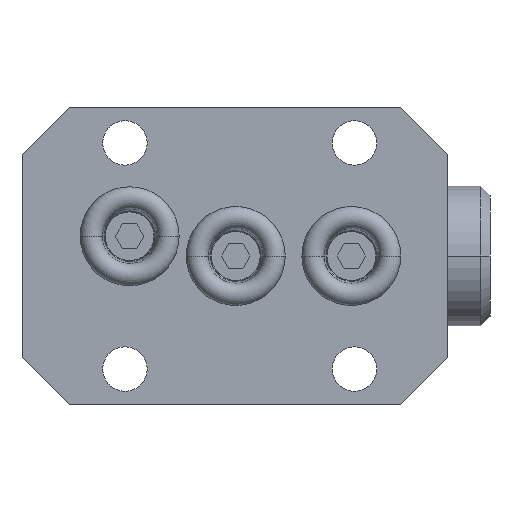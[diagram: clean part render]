
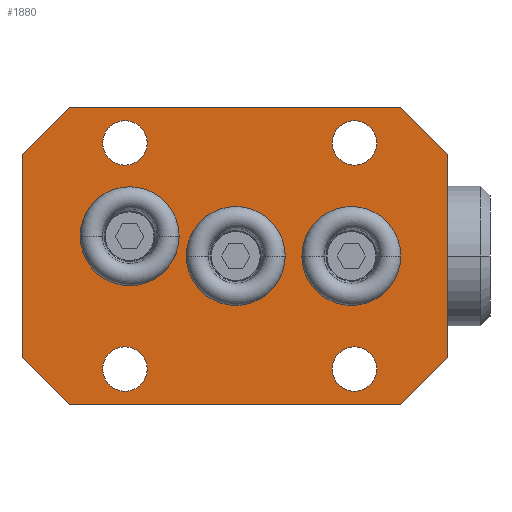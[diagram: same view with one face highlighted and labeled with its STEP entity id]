
A CAD part, front view. The second image highlights one B-rep face of the part: STEP entity #1880.
In plain terms, the highlighted planar face has unit normal (0, -1, 0).
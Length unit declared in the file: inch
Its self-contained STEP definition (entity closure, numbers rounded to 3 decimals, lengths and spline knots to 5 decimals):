
#119=DIRECTION('',(-1.,0.,0.));
#120=VECTOR('',#119,2.096);
#121=CARTESIAN_POINT('',(1.029,0.,-0.94));
#122=LINE('',#121,#120);
#123=DIRECTION('',(0.,0.,1.));
#124=VECTOR('',#123,1.286);
#125=CARTESIAN_POINT('',(-1.364,0.,-0.643));
#126=LINE('',#125,#124);
#127=DIRECTION('',(1.,0.,0.));
#128=VECTOR('',#127,2.096);
#129=CARTESIAN_POINT('',(-1.067,0.,0.94));
#130=LINE('',#129,#128);
#131=DIRECTION('',(0.,0.,-1.));
#132=VECTOR('',#131,1.286);
#133=CARTESIAN_POINT('',(1.326,0.,0.643));
#134=LINE('',#133,#132);
#135=CARTESIAN_POINT('',(0.736,0.,0.714));
#136=DIRECTION('',(0.,1.,0.));
#137=DIRECTION('',(0.,0.,-1.));
#138=AXIS2_PLACEMENT_3D('',#135,#136,#137);
#140=CARTESIAN_POINT('',(0.736,0.,0.714));
#141=DIRECTION('',(0.,1.,0.));
#142=DIRECTION('',(0.,0.,1.));
#143=AXIS2_PLACEMENT_3D('',#140,#141,#142);
#145=CARTESIAN_POINT('',(0.736,0.,-0.714));
#146=DIRECTION('',(0.,1.,0.));
#147=DIRECTION('',(0.,0.,-1.));
#148=AXIS2_PLACEMENT_3D('',#145,#146,#147);
#150=CARTESIAN_POINT('',(0.736,0.,-0.714));
#151=DIRECTION('',(0.,1.,0.));
#152=DIRECTION('',(0.,0.,1.));
#153=AXIS2_PLACEMENT_3D('',#150,#151,#152);
#155=CARTESIAN_POINT('',(-0.714,0.,0.714));
#156=DIRECTION('',(0.,1.,0.));
#157=DIRECTION('',(0.,0.,-1.));
#158=AXIS2_PLACEMENT_3D('',#155,#156,#157);
#160=CARTESIAN_POINT('',(-0.714,0.,0.714));
#161=DIRECTION('',(0.,1.,0.));
#162=DIRECTION('',(0.,0.,1.));
#163=AXIS2_PLACEMENT_3D('',#160,#161,#162);
#165=CARTESIAN_POINT('',(-0.714,0.,-0.714));
#166=DIRECTION('',(0.,1.,0.));
#167=DIRECTION('',(0.,0.,-1.));
#168=AXIS2_PLACEMENT_3D('',#165,#166,#167);
#170=CARTESIAN_POINT('',(-0.714,0.,-0.714));
#171=DIRECTION('',(0.,1.,0.));
#172=DIRECTION('',(0.,0.,1.));
#173=AXIS2_PLACEMENT_3D('',#170,#171,#172);
#175=CARTESIAN_POINT('',(-0.014,0.,0.));
#176=DIRECTION('',(0.,-1.,0.));
#177=DIRECTION('',(-1.,0.,0.));
#178=AXIS2_PLACEMENT_3D('',#175,#176,#177);
#180=CARTESIAN_POINT('',(-0.014,0.,0.));
#181=DIRECTION('',(0.,-1.,0.));
#182=DIRECTION('',(1.,0.,0.));
#183=AXIS2_PLACEMENT_3D('',#180,#181,#182);
#185=CARTESIAN_POINT('',(0.716,0.,0.));
#186=DIRECTION('',(0.,-1.,0.));
#187=DIRECTION('',(-1.,0.,0.));
#188=AXIS2_PLACEMENT_3D('',#185,#186,#187);
#190=CARTESIAN_POINT('',(0.716,0.,0.));
#191=DIRECTION('',(0.,-1.,0.));
#192=DIRECTION('',(1.,0.,0.));
#193=AXIS2_PLACEMENT_3D('',#190,#191,#192);
#195=CARTESIAN_POINT('',(-0.684,0.,0.125));
#196=DIRECTION('',(0.,-1.,0.));
#197=DIRECTION('',(-1.,0.,0.));
#198=AXIS2_PLACEMENT_3D('',#195,#196,#197);
#200=CARTESIAN_POINT('',(-0.684,0.,0.125));
#201=DIRECTION('',(0.,-1.,0.));
#202=DIRECTION('',(1.,0.,0.));
#203=AXIS2_PLACEMENT_3D('',#200,#201,#202);
#407=DIRECTION('',(-0.707,0.,0.707));
#408=VECTOR('',#407,0.42002);
#409=CARTESIAN_POINT('',(1.326,0.,0.643));
#410=LINE('',#409,#408);
#433=DIRECTION('',(0.707,0.,0.707));
#434=VECTOR('',#433,0.42002);
#435=CARTESIAN_POINT('',(1.029,0.,-0.94));
#436=LINE('',#435,#434);
#577=DIRECTION('',(-0.707,0.,-0.707));
#578=VECTOR('',#577,0.42002);
#579=CARTESIAN_POINT('',(-1.067,0.,0.94));
#580=LINE('',#579,#578);
#603=DIRECTION('',(0.707,0.,-0.707));
#604=VECTOR('',#603,0.42002);
#605=CARTESIAN_POINT('',(-1.364,0.,-0.643));
#606=LINE('',#605,#604);
#1420=CARTESIAN_POINT('',(1.326,0.,0.643));
#1422=VERTEX_POINT('',#1420);
#1424=CARTESIAN_POINT('',(1.029,0.,0.94));
#1426=VERTEX_POINT('',#1424);
#1428=CARTESIAN_POINT('',(1.029,0.,-0.94));
#1430=VERTEX_POINT('',#1428);
#1432=CARTESIAN_POINT('',(1.326,0.,-0.643));
#1434=VERTEX_POINT('',#1432);
#1436=CARTESIAN_POINT('',(-1.364,0.,-0.643));
#1438=VERTEX_POINT('',#1436);
#1440=CARTESIAN_POINT('',(-1.067,0.,-0.94));
#1442=VERTEX_POINT('',#1440);
#1444=CARTESIAN_POINT('',(-1.067,0.,0.94));
#1446=VERTEX_POINT('',#1444);
#1448=CARTESIAN_POINT('',(-1.364,0.,0.643));
#1450=VERTEX_POINT('',#1448);
#1508=CARTESIAN_POINT('',(0.736,0.,0.5735));
#1509=CARTESIAN_POINT('',(0.736,0.,0.8545));
#1510=VERTEX_POINT('',#1508);
#1511=VERTEX_POINT('',#1509);
#1512=CARTESIAN_POINT('',(0.736,0.,-0.8545));
#1513=CARTESIAN_POINT('',(0.736,0.,-0.5735));
#1514=VERTEX_POINT('',#1512);
#1515=VERTEX_POINT('',#1513);
#1516=CARTESIAN_POINT('',(-0.714,0.,0.5735));
#1517=CARTESIAN_POINT('',(-0.714,0.,0.8545));
#1518=VERTEX_POINT('',#1516);
#1519=VERTEX_POINT('',#1517);
#1520=CARTESIAN_POINT('',(-0.714,0.,-0.8545));
#1521=CARTESIAN_POINT('',(-0.714,0.,-0.5735));
#1522=VERTEX_POINT('',#1520);
#1523=VERTEX_POINT('',#1521);
#1620=CARTESIAN_POINT('',(-0.3265,0.,0.));
#1621=CARTESIAN_POINT('',(0.2985,0.,0.));
#1622=VERTEX_POINT('',#1620);
#1623=VERTEX_POINT('',#1621);
#1640=CARTESIAN_POINT('',(0.4035,0.,0.));
#1641=CARTESIAN_POINT('',(1.0285,0.,0.));
#1642=VERTEX_POINT('',#1640);
#1643=VERTEX_POINT('',#1641);
#1660=CARTESIAN_POINT('',(-0.9965,0.,0.125));
#1661=CARTESIAN_POINT('',(-0.3715,0.,0.125));
#1662=VERTEX_POINT('',#1660);
#1663=VERTEX_POINT('',#1661);
#1816=CARTESIAN_POINT('',(0.,0.,0.));
#1817=DIRECTION('',(0.,1.,0.));
#1818=DIRECTION('',(1.,0.,0.));
#1819=AXIS2_PLACEMENT_3D('',#1816,#1817,#1818);
#1820=PLANE('',#1819);
#1822=ORIENTED_EDGE('',*,*,#1821,.T.);
#1824=ORIENTED_EDGE('',*,*,#1823,.F.);
#1826=ORIENTED_EDGE('',*,*,#1825,.T.);
#1828=ORIENTED_EDGE('',*,*,#1827,.F.);
#1830=ORIENTED_EDGE('',*,*,#1829,.T.);
#1832=ORIENTED_EDGE('',*,*,#1831,.F.);
#1834=ORIENTED_EDGE('',*,*,#1833,.T.);
#1836=ORIENTED_EDGE('',*,*,#1835,.F.);
#1837=EDGE_LOOP('',(#1822,#1824,#1826,#1828,#1830,#1832,#1834,#1836));
#1838=FACE_OUTER_BOUND('',#1837,.F.);
#1840=ORIENTED_EDGE('',*,*,#1839,.F.);
#1842=ORIENTED_EDGE('',*,*,#1841,.F.);
#1843=EDGE_LOOP('',(#1840,#1842));
#1844=FACE_BOUND('',#1843,.F.);
#1846=ORIENTED_EDGE('',*,*,#1845,.F.);
#1848=ORIENTED_EDGE('',*,*,#1847,.F.);
#1849=EDGE_LOOP('',(#1846,#1848));
#1850=FACE_BOUND('',#1849,.F.);
#1852=ORIENTED_EDGE('',*,*,#1851,.F.);
#1854=ORIENTED_EDGE('',*,*,#1853,.F.);
#1855=EDGE_LOOP('',(#1852,#1854));
#1856=FACE_BOUND('',#1855,.F.);
#1858=ORIENTED_EDGE('',*,*,#1857,.F.);
#1860=ORIENTED_EDGE('',*,*,#1859,.F.);
#1861=EDGE_LOOP('',(#1858,#1860));
#1862=FACE_BOUND('',#1861,.F.);
#1864=ORIENTED_EDGE('',*,*,#1863,.T.);
#1866=ORIENTED_EDGE('',*,*,#1865,.T.);
#1867=EDGE_LOOP('',(#1864,#1866));
#1868=FACE_BOUND('',#1867,.F.);
#1870=ORIENTED_EDGE('',*,*,#1869,.T.);
#1872=ORIENTED_EDGE('',*,*,#1871,.T.);
#1873=EDGE_LOOP('',(#1870,#1872));
#1874=FACE_BOUND('',#1873,.F.);
#1875=ORIENTED_EDGE('',*,*,#1805,.T.);
#1877=ORIENTED_EDGE('',*,*,#1876,.T.);
#1878=EDGE_LOOP('',(#1875,#1877));
#1879=FACE_BOUND('',#1878,.F.);
#139=CIRCLE('',#138,0.1405);
#144=CIRCLE('',#143,0.1405);
#149=CIRCLE('',#148,0.1405);
#154=CIRCLE('',#153,0.1405);
#159=CIRCLE('',#158,0.1405);
#164=CIRCLE('',#163,0.1405);
#169=CIRCLE('',#168,0.1405);
#174=CIRCLE('',#173,0.1405);
#179=CIRCLE('',#178,0.3125);
#184=CIRCLE('',#183,0.3125);
#189=CIRCLE('',#188,0.3125);
#194=CIRCLE('',#193,0.3125);
#199=CIRCLE('',#198,0.3125);
#204=CIRCLE('',#203,0.3125);
#1805=EDGE_CURVE('',#1662,#1663,#199,.T.);
#1821=EDGE_CURVE('',#1430,#1442,#122,.T.);
#1823=EDGE_CURVE('',#1438,#1442,#606,.T.);
#1825=EDGE_CURVE('',#1438,#1450,#126,.T.);
#1827=EDGE_CURVE('',#1446,#1450,#580,.T.);
#1829=EDGE_CURVE('',#1446,#1426,#130,.T.);
#1831=EDGE_CURVE('',#1422,#1426,#410,.T.);
#1833=EDGE_CURVE('',#1422,#1434,#134,.T.);
#1835=EDGE_CURVE('',#1430,#1434,#436,.T.);
#1839=EDGE_CURVE('',#1510,#1511,#139,.T.);
#1841=EDGE_CURVE('',#1511,#1510,#144,.T.);
#1845=EDGE_CURVE('',#1514,#1515,#149,.T.);
#1847=EDGE_CURVE('',#1515,#1514,#154,.T.);
#1851=EDGE_CURVE('',#1518,#1519,#159,.T.);
#1853=EDGE_CURVE('',#1519,#1518,#164,.T.);
#1857=EDGE_CURVE('',#1522,#1523,#169,.T.);
#1859=EDGE_CURVE('',#1523,#1522,#174,.T.);
#1863=EDGE_CURVE('',#1622,#1623,#179,.T.);
#1865=EDGE_CURVE('',#1623,#1622,#184,.T.);
#1869=EDGE_CURVE('',#1642,#1643,#189,.T.);
#1871=EDGE_CURVE('',#1643,#1642,#194,.T.);
#1876=EDGE_CURVE('',#1663,#1662,#204,.T.);
#1880=ADVANCED_FACE('',(#1838,#1844,#1850,#1856,#1862,#1868,#1874,#1879),#1820,
.F.);
